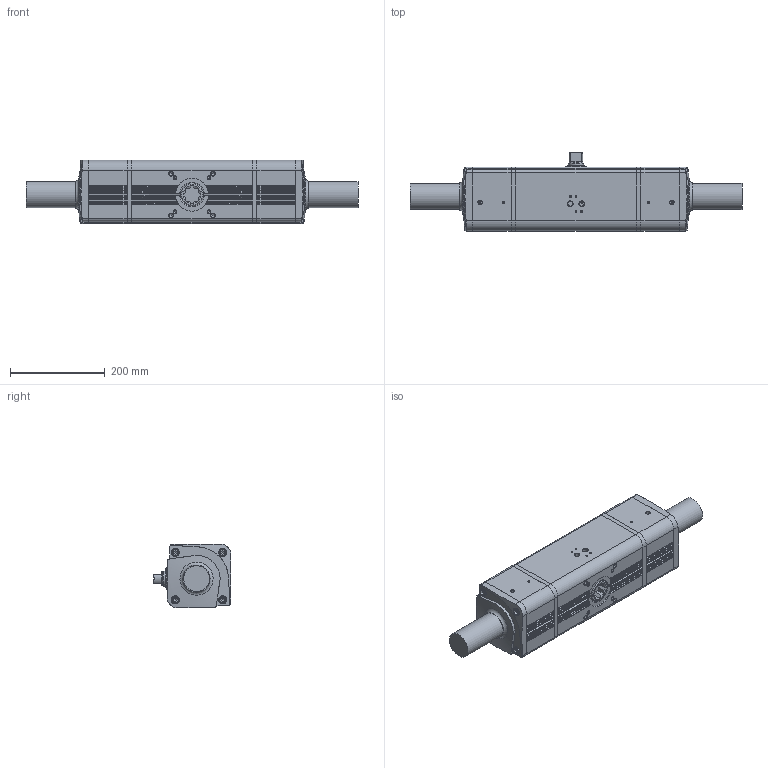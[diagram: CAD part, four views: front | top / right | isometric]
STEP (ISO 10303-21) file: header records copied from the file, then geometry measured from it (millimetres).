
FILE_DESCRIPTION(/* description */ ('Unknown'),/* implementation_level */ '2;1');
FILE_NAME(/* name */ 'DD05',/* time_stamp */ '2022-08-11T13:21:26+02:00',/* author */ ('Unknown'),/* organization */ ('Unknown'),/* preprocessor_version */ 'ST-DEVELOPER v16.7',/* originating_system */ 'Solid Edge',/* authorisation */ 'Unknown');
FILE_SCHEMA (('AP203_CONFIGURATION_CONTROLLED_3D_DESIGN_OF_MECHANICAL_PARTS_AND_ASSEMBLIES_MIM_LF { 1 0 10303 203 3 1 4 }','AUTOMOTIVE_DESIGN {1 0 10303 214 3 1 1}'));
Length unit declared in the file: millimetre
Products named in the file (2): DDN480401S; _DDN480401S
Assembly tree (1 placements, depth 2):
  DDN480401S
    _DDN480401S
Bounding box: 702 x 164.9 x 135.14 mm (x, y, z)
Volume: 8827032 mm3; surface area: 424675.3 mm2
Topology: 1 solids, 2 shells, 579 faces, 1531 edges, 1006 vertices
Faces by surface type: plane 257, cylinder 232, cone 68, torus 22
Full cylindrical faces by diameter (mm): 2 x2, 3 x3, 3.242 x10, 4.134 x1, 6.647 x4, 8.376 x4, 8.566 x2, 10.106 x2, 16 x8, 32 x1, 38.9 x1, 45 x1, 46 x1, 48 x1, 55 x2, 118 x2, 120 x4
Entity records: 21432 total; most frequent: CARTESIAN_POINT 3467, DIRECTION 2918, ORIENTED_EDGE 2710, EDGE_CURVE 1355, AXIS2_PLACEMENT_3D 1100, VERTEX_POINT 985, FACE_BOUND 784, EDGE_LOOP 756
